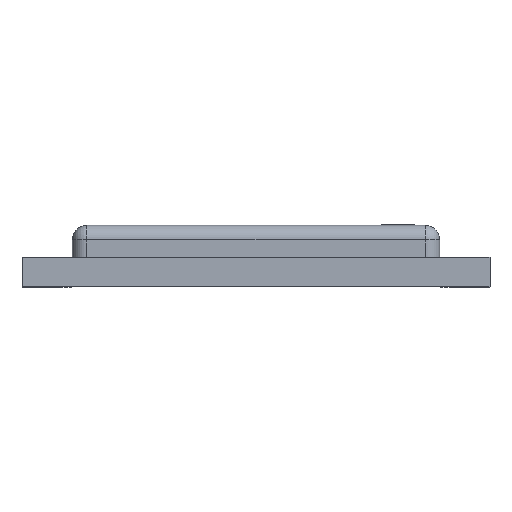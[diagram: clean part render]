
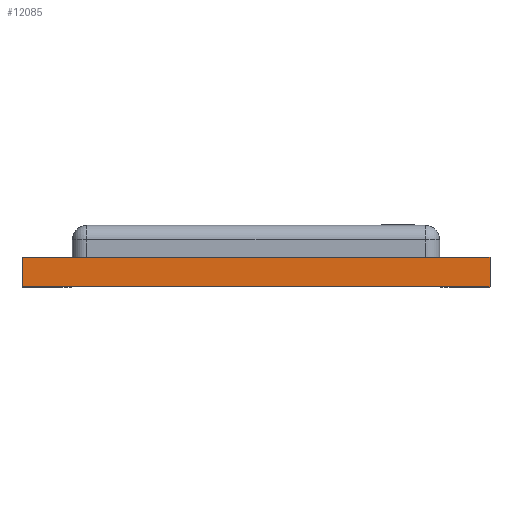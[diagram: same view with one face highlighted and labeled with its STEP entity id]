
A CAD part, front view. The second image highlights one B-rep face of the part: STEP entity #12085.
In plain terms, the highlighted planar face has unit normal (0, -1, 0).
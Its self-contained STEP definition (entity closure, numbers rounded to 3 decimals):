
#1012 = DIRECTION ( 'NONE',  ( 0., 0., -1. ) ) ;
#1800 = DIRECTION ( 'NONE',  ( 0., 0., -1. ) ) ;
#2259 = DIRECTION ( 'NONE',  ( 1., 0., 0. ) ) ;
#3351 = EDGE_LOOP ( 'NONE', ( #9511, #5797, #6822, #9031 ) ) ;
#3814 = CARTESIAN_POINT ( 'NONE',  ( 8., -8., 1. ) ) ;
#3879 = LINE ( 'NONE', #15675, #17666 ) ;
#4483 = VECTOR ( 'NONE', #10817, 1000. ) ;
#5797 = ORIENTED_EDGE ( 'NONE', *, *, #17414, .F. ) ;
#5905 = FACE_OUTER_BOUND ( 'NONE', #3351, .T. ) ;
#6349 = CARTESIAN_POINT ( 'NONE',  ( -8., -8., 1. ) ) ;
#6822 = ORIENTED_EDGE ( 'NONE', *, *, #12872, .F. ) ;
#7980 = VECTOR ( 'NONE', #17301, 1000. ) ;
#8160 = VERTEX_POINT ( 'NONE', #19686 ) ;
#9031 = ORIENTED_EDGE ( 'NONE', *, *, #9070, .T. ) ;
#9070 = EDGE_CURVE ( 'NONE', #16622, #18728, #18490, .T. ) ;
#9427 = CARTESIAN_POINT ( 'NONE',  ( -8., -8., 1. ) ) ;
#9500 = VERTEX_POINT ( 'NONE', #3814 ) ;
#9511 = ORIENTED_EDGE ( 'NONE', *, *, #13215, .T. ) ;
#10493 = CARTESIAN_POINT ( 'NONE',  ( -8., -8., 1. ) ) ;
#10817 = DIRECTION ( 'NONE',  ( 1., 0., 0. ) ) ;
#11315 = DIRECTION ( 'NONE',  ( 0., 1., 0. ) ) ;
#12085 = ADVANCED_FACE ( 'NONE', ( #5905 ), #12514, .F. ) ;
#12514 = PLANE ( 'NONE',  #13381 ) ;
#12617 = CARTESIAN_POINT ( 'NONE',  ( 8., -8., 1. ) ) ;
#12872 = EDGE_CURVE ( 'NONE', #16622, #9500, #19082, .T. ) ;
#13215 = EDGE_CURVE ( 'NONE', #18728, #8160, #3879, .T. ) ;
#13274 = CARTESIAN_POINT ( 'NONE',  ( -8., -8., 1. ) ) ;
#13381 = AXIS2_PLACEMENT_3D ( 'NONE', #6349, #11315, #1012 ) ;
#15675 = CARTESIAN_POINT ( 'NONE',  ( -8., -8., 0. ) ) ;
#16085 = LINE ( 'NONE', #12617, #7980 ) ;
#16622 = VERTEX_POINT ( 'NONE', #9427 ) ;
#17301 = DIRECTION ( 'NONE',  ( 0., 0., -1. ) ) ;
#17414 = EDGE_CURVE ( 'NONE', #9500, #8160, #16085, .T. ) ;
#17666 = VECTOR ( 'NONE', #2259, 1000. ) ;
#18490 = LINE ( 'NONE', #13274, #19121 ) ;
#18728 = VERTEX_POINT ( 'NONE', #19006 ) ;
#19006 = CARTESIAN_POINT ( 'NONE',  ( -8., -8., 0. ) ) ;
#19082 = LINE ( 'NONE', #10493, #4483 ) ;
#19121 = VECTOR ( 'NONE', #1800, 1000. ) ;
#19686 = CARTESIAN_POINT ( 'NONE',  ( 8., -8., 0. ) ) ;
